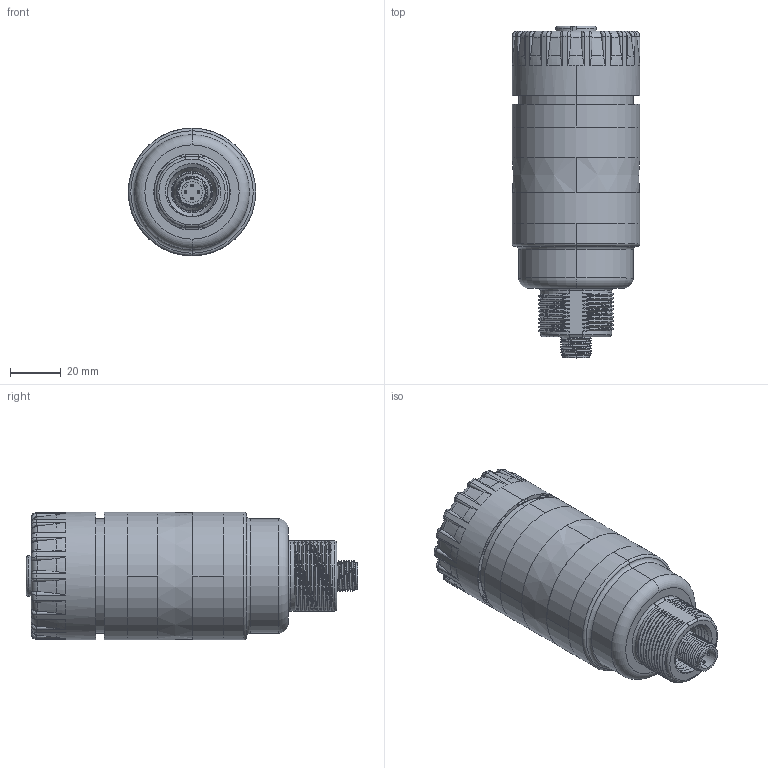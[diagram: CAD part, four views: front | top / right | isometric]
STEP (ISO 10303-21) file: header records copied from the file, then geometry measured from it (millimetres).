
FILE_DESCRIPTION((''),'2;1');
FILE_NAME('160280_ASM','2014-06-26T',('pdmadmin'),(''),'PRO/ENGINEER BY PARAMETRIC TECHNOLOGY CORPORATION, 2013230','PRO/ENGINEER BY PARAMETRIC TECHNOLOGY CORPORATION, 2013230','');
FILE_SCHEMA(('CONFIG_CONTROL_DESIGN'));
Products named in the file (9): 159072; 141960; 08427_NO_ORING; 158231_WEB; 158948; 158950; 143281_WEB_MODEL; 143282; 160280_ASM
Assembly tree (9 placements, depth 2):
  160280_ASM
    159072
    141960
    08427_NO_ORING
    158231_WEB  x2
    158948
    158950
    143281_WEB_MODEL
    143282
Bounding box: 50 x 130.2 x 50 mm (x, y, z)
Volume: 73444.9 mm3; surface area: 77372.2 mm2
Topology: 9 solids, 9 shells, 1539 faces, 3939 edges, 2497 vertices
Faces by surface type: cylinder 534, plane 485, torus 210, bspline 194, cone 116
Entity records: 84555 total; most frequent: CARTESIAN_POINT 48648, ORIENTED_EDGE 7722, DIRECTION 7260, EDGE_CURVE 3861, AXIS2_PLACEMENT_3D 2839, VERTEX_POINT 2443, EDGE_LOOP 1608, VECTOR 1582
